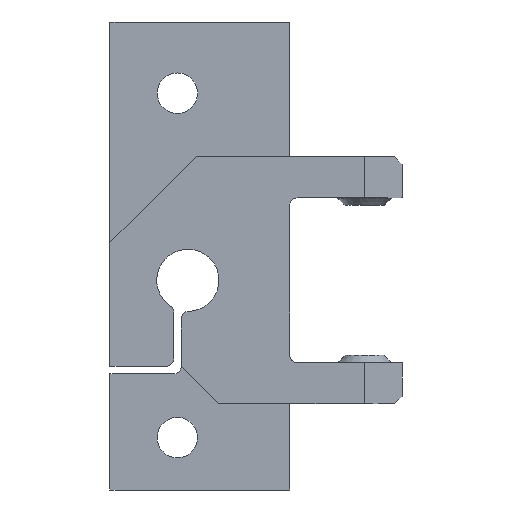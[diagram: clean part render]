
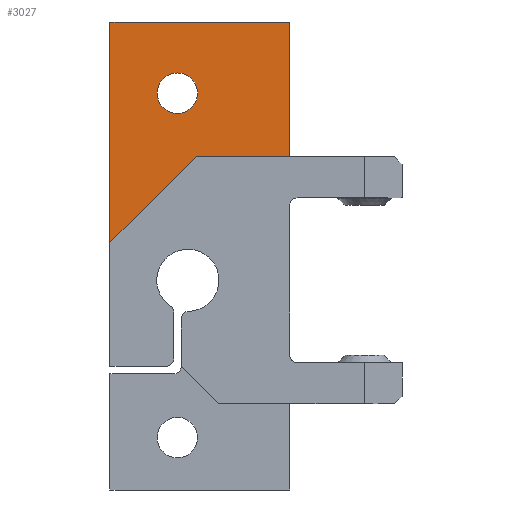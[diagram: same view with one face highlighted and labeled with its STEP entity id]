
A CAD part, front view. The second image highlights one B-rep face of the part: STEP entity #3027.
In plain terms, the highlighted planar face has unit normal (0, -1, 0).
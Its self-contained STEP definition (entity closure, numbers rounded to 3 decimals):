
#128 = PLANE('',#129);
#129 = AXIS2_PLACEMENT_3D('',#130,#131,#132);
#130 = CARTESIAN_POINT('',(10.747,0.,
    -0.228));
#131 = DIRECTION('',(0.,-1.,0.));
#132 = DIRECTION('',(0.,0.,-1.));
#973 = VERTEX_POINT('',#974);
#974 = CARTESIAN_POINT('',(-10.4,0.,5.));
#1000 = EDGE_CURVE('',#973,#1001,#1003,.T.);
#1001 = VERTEX_POINT('',#1002);
#1002 = CARTESIAN_POINT('',(1.1,0.,16.5));
#1003 = SURFACE_CURVE('',#1004,(#1008,#1015),.PCURVE_S1.);
#1004 = LINE('',#1005,#1006);
#1005 = CARTESIAN_POINT('',(-10.4,0.,5.));
#1006 = VECTOR('',#1007,1.);
#1007 = DIRECTION('',(0.707,0.,0.707)
  );
#1008 = PCURVE('',#128,#1009);
#1009 = DEFINITIONAL_REPRESENTATION('',(#1010),#1014);
#1010 = LINE('',#1011,#1012);
#1011 = CARTESIAN_POINT('',(-5.228,-21.147));
#1012 = VECTOR('',#1013,1.);
#1013 = DIRECTION('',(-0.707,0.707));
#1014 = ( GEOMETRIC_REPRESENTATION_CONTEXT(2) 
PARAMETRIC_REPRESENTATION_CONTEXT() REPRESENTATION_CONTEXT('2D SPACE',''
  ) );
#1015 = PCURVE('',#1016,#1021);
#1016 = PLANE('',#1017);
#1017 = AXIS2_PLACEMENT_3D('',#1018,#1019,#1020);
#1018 = CARTESIAN_POINT('',(-0.073,0.,
    22.448));
#1019 = DIRECTION('',(0.,-1.,0.));
#1020 = DIRECTION('',(0.,0.,-1.));
#1021 = DEFINITIONAL_REPRESENTATION('',(#1022),#1026);
#1022 = LINE('',#1023,#1024);
#1023 = CARTESIAN_POINT('',(17.448,-10.327));
#1024 = VECTOR('',#1025,1.);
#1025 = DIRECTION('',(-0.707,0.707));
#1026 = ( GEOMETRIC_REPRESENTATION_CONTEXT(2) 
PARAMETRIC_REPRESENTATION_CONTEXT() REPRESENTATION_CONTEXT('2D SPACE',''
  ) );
#1028 = EDGE_CURVE('',#1001,#1029,#1031,.T.);
#1029 = VERTEX_POINT('',#1030);
#1030 = CARTESIAN_POINT('',(13.6,0.,16.5));
#1031 = SURFACE_CURVE('',#1032,(#1036,#1043),.PCURVE_S1.);
#1032 = LINE('',#1033,#1034);
#1033 = CARTESIAN_POINT('',(1.1,0.,16.5));
#1034 = VECTOR('',#1035,1.);
#1035 = DIRECTION('',(1.,0.,0.));
#1036 = PCURVE('',#128,#1037);
#1037 = DEFINITIONAL_REPRESENTATION('',(#1038),#1042);
#1038 = LINE('',#1039,#1040);
#1039 = CARTESIAN_POINT('',(-16.728,-9.647));
#1040 = VECTOR('',#1041,1.);
#1041 = DIRECTION('',(-0.,1.));
#1042 = ( GEOMETRIC_REPRESENTATION_CONTEXT(2) 
PARAMETRIC_REPRESENTATION_CONTEXT() REPRESENTATION_CONTEXT('2D SPACE',''
  ) );
#1043 = PCURVE('',#1016,#1044);
#1044 = DEFINITIONAL_REPRESENTATION('',(#1045),#1049);
#1045 = LINE('',#1046,#1047);
#1046 = CARTESIAN_POINT('',(5.948,1.173));
#1047 = VECTOR('',#1048,1.);
#1048 = DIRECTION('',(-0.,1.));
#1049 = ( GEOMETRIC_REPRESENTATION_CONTEXT(2) 
PARAMETRIC_REPRESENTATION_CONTEXT() REPRESENTATION_CONTEXT('2D SPACE',''
  ) );
#2980 = PLANE('',#2981);
#2981 = AXIS2_PLACEMENT_3D('',#2982,#2983,#2984);
#2982 = CARTESIAN_POINT('',(-10.4,0.,34.5));
#2983 = DIRECTION('',(1.,0.,0.));
#2984 = DIRECTION('',(0.,0.,1.));
#3027 = ADVANCED_FACE('',(#3028,#3109),#1016,.T.);
#3028 = FACE_BOUND('',#3029,.F.);
#3029 = EDGE_LOOP('',(#3030,#3053,#3081,#3107,#3108));
#3030 = ORIENTED_EDGE('',*,*,#3031,.F.);
#3031 = EDGE_CURVE('',#3032,#973,#3034,.T.);
#3032 = VERTEX_POINT('',#3033);
#3033 = CARTESIAN_POINT('',(-10.4,0.,34.5));
#3034 = SURFACE_CURVE('',#3035,(#3039,#3046),.PCURVE_S1.);
#3035 = LINE('',#3036,#3037);
#3036 = CARTESIAN_POINT('',(-10.4,0.,34.5));
#3037 = VECTOR('',#3038,1.);
#3038 = DIRECTION('',(0.,0.,-1.));
#3039 = PCURVE('',#1016,#3040);
#3040 = DEFINITIONAL_REPRESENTATION('',(#3041),#3045);
#3041 = LINE('',#3042,#3043);
#3042 = CARTESIAN_POINT('',(-12.052,-10.327));
#3043 = VECTOR('',#3044,1.);
#3044 = DIRECTION('',(1.,-0.));
#3045 = ( GEOMETRIC_REPRESENTATION_CONTEXT(2) 
PARAMETRIC_REPRESENTATION_CONTEXT() REPRESENTATION_CONTEXT('2D SPACE',''
  ) );
#3046 = PCURVE('',#2980,#3047);
#3047 = DEFINITIONAL_REPRESENTATION('',(#3048),#3052);
#3048 = LINE('',#3049,#3050);
#3049 = CARTESIAN_POINT('',(-0.,-0.));
#3050 = VECTOR('',#3051,1.);
#3051 = DIRECTION('',(-1.,0.));
#3052 = ( GEOMETRIC_REPRESENTATION_CONTEXT(2) 
PARAMETRIC_REPRESENTATION_CONTEXT() REPRESENTATION_CONTEXT('2D SPACE',''
  ) );
#3053 = ORIENTED_EDGE('',*,*,#3054,.T.);
#3054 = EDGE_CURVE('',#3032,#3055,#3057,.T.);
#3055 = VERTEX_POINT('',#3056);
#3056 = CARTESIAN_POINT('',(13.6,0.,34.5));
#3057 = SURFACE_CURVE('',#3058,(#3062,#3069),.PCURVE_S1.);
#3058 = LINE('',#3059,#3060);
#3059 = CARTESIAN_POINT('',(-10.4,0.,34.5));
#3060 = VECTOR('',#3061,1.);
#3061 = DIRECTION('',(1.,0.,0.));
#3062 = PCURVE('',#1016,#3063);
#3063 = DEFINITIONAL_REPRESENTATION('',(#3064),#3068);
#3064 = LINE('',#3065,#3066);
#3065 = CARTESIAN_POINT('',(-12.052,-10.327));
#3066 = VECTOR('',#3067,1.);
#3067 = DIRECTION('',(-0.,1.));
#3068 = ( GEOMETRIC_REPRESENTATION_CONTEXT(2) 
PARAMETRIC_REPRESENTATION_CONTEXT() REPRESENTATION_CONTEXT('2D SPACE',''
  ) );
#3069 = PCURVE('',#3070,#3075);
#3070 = PLANE('',#3071);
#3071 = AXIS2_PLACEMENT_3D('',#3072,#3073,#3074);
#3072 = CARTESIAN_POINT('',(-10.4,0.,34.5));
#3073 = DIRECTION('',(0.,0.,1.));
#3074 = DIRECTION('',(-1.,0.,0.));
#3075 = DEFINITIONAL_REPRESENTATION('',(#3076),#3080);
#3076 = LINE('',#3077,#3078);
#3077 = CARTESIAN_POINT('',(-0.,-0.));
#3078 = VECTOR('',#3079,1.);
#3079 = DIRECTION('',(-1.,-0.));
#3080 = ( GEOMETRIC_REPRESENTATION_CONTEXT(2) 
PARAMETRIC_REPRESENTATION_CONTEXT() REPRESENTATION_CONTEXT('2D SPACE',''
  ) );
#3081 = ORIENTED_EDGE('',*,*,#3082,.F.);
#3082 = EDGE_CURVE('',#1029,#3055,#3083,.T.);
#3083 = SURFACE_CURVE('',#3084,(#3088,#3095),.PCURVE_S1.);
#3084 = LINE('',#3085,#3086);
#3085 = CARTESIAN_POINT('',(13.6,0.,16.5));
#3086 = VECTOR('',#3087,1.);
#3087 = DIRECTION('',(0.,0.,1.));
#3088 = PCURVE('',#1016,#3089);
#3089 = DEFINITIONAL_REPRESENTATION('',(#3090),#3094);
#3090 = LINE('',#3091,#3092);
#3091 = CARTESIAN_POINT('',(5.948,13.673));
#3092 = VECTOR('',#3093,1.);
#3093 = DIRECTION('',(-1.,0.));
#3094 = ( GEOMETRIC_REPRESENTATION_CONTEXT(2) 
PARAMETRIC_REPRESENTATION_CONTEXT() REPRESENTATION_CONTEXT('2D SPACE',''
  ) );
#3095 = PCURVE('',#3096,#3101);
#3096 = PLANE('',#3097);
#3097 = AXIS2_PLACEMENT_3D('',#3098,#3099,#3100);
#3098 = CARTESIAN_POINT('',(13.6,0.,16.5));
#3099 = DIRECTION('',(-1.,-0.,0.));
#3100 = DIRECTION('',(0.,0.,-1.));
#3101 = DEFINITIONAL_REPRESENTATION('',(#3102),#3106);
#3102 = LINE('',#3103,#3104);
#3103 = CARTESIAN_POINT('',(-0.,-0.));
#3104 = VECTOR('',#3105,1.);
#3105 = DIRECTION('',(-1.,0.));
#3106 = ( GEOMETRIC_REPRESENTATION_CONTEXT(2) 
PARAMETRIC_REPRESENTATION_CONTEXT() REPRESENTATION_CONTEXT('2D SPACE',''
  ) );
#3107 = ORIENTED_EDGE('',*,*,#1028,.F.);
#3108 = ORIENTED_EDGE('',*,*,#1000,.F.);
#3109 = FACE_BOUND('',#3110,.F.);
#3110 = EDGE_LOOP('',(#3111));
#3111 = ORIENTED_EDGE('',*,*,#3112,.T.);
#3112 = EDGE_CURVE('',#3113,#3113,#3115,.T.);
#3113 = VERTEX_POINT('',#3114);
#3114 = CARTESIAN_POINT('',(1.3,0.,25.));
#3115 = SURFACE_CURVE('',#3116,(#3121,#3128),.PCURVE_S1.);
#3116 = CIRCLE('',#3117,2.7);
#3117 = AXIS2_PLACEMENT_3D('',#3118,#3119,#3120);
#3118 = CARTESIAN_POINT('',(-1.4,0.,25.));
#3119 = DIRECTION('',(0.,-1.,0.));
#3120 = DIRECTION('',(1.,0.,0.));
#3121 = PCURVE('',#1016,#3122);
#3122 = DEFINITIONAL_REPRESENTATION('',(#3123),#3127);
#3123 = CIRCLE('',#3124,2.7);
#3124 = AXIS2_PLACEMENT_2D('',#3125,#3126);
#3125 = CARTESIAN_POINT('',(-2.552,-1.327));
#3126 = DIRECTION('',(-0.,1.));
#3127 = ( GEOMETRIC_REPRESENTATION_CONTEXT(2) 
PARAMETRIC_REPRESENTATION_CONTEXT() REPRESENTATION_CONTEXT('2D SPACE',''
  ) );
#3128 = PCURVE('',#3129,#3134);
#3129 = CYLINDRICAL_SURFACE('',#3130,2.7);
#3130 = AXIS2_PLACEMENT_3D('',#3131,#3132,#3133);
#3131 = CARTESIAN_POINT('',(-1.4,0.,25.));
#3132 = DIRECTION('',(-0.,-1.,0.));
#3133 = DIRECTION('',(1.,0.,0.));
#3134 = DEFINITIONAL_REPRESENTATION('',(#3135),#3139);
#3135 = LINE('',#3136,#3137);
#3136 = CARTESIAN_POINT('',(0.,0.));
#3137 = VECTOR('',#3138,1.);
#3138 = DIRECTION('',(1.,0.));
#3139 = ( GEOMETRIC_REPRESENTATION_CONTEXT(2) 
PARAMETRIC_REPRESENTATION_CONTEXT() REPRESENTATION_CONTEXT('2D SPACE',''
  ) );
